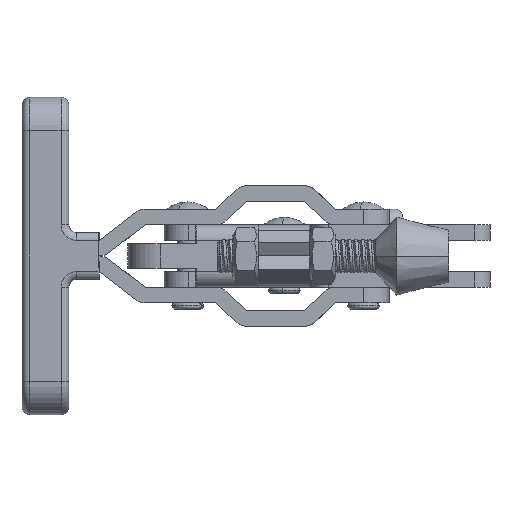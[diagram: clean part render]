
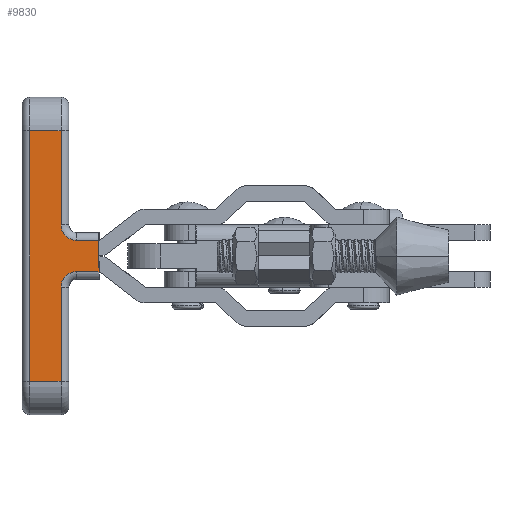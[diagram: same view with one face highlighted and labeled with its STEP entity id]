
A CAD part, left-side view. The second image highlights one B-rep face of the part: STEP entity #9830.
In plain terms, the highlighted face is planar.
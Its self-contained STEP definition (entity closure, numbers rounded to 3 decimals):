
#9163 = VERTEX_POINT ( 'NONE', #36522 ) ;
#9474 = ORIENTED_EDGE ( 'NONE', *, *, #20841, .T. ) ;
#9607 = ORIENTED_EDGE ( 'NONE', *, *, #12539, .F. ) ;
#9608 = EDGE_LOOP ( 'NONE', ( #9474, #9871, #9607, #12834, #12377, #11042, #12324, #11038, #12753, #11043 ) ) ;
#9830 = ADVANCED_FACE ( 'NONE', ( #36506 ), #36513, .F. ) ;
#9871 = ORIENTED_EDGE ( 'NONE', *, *, #10094, .T. ) ;
#10094 = EDGE_CURVE ( 'NONE', #29737, #9163, #36504, .T. ) ;
#11038 = ORIENTED_EDGE ( 'NONE', *, *, #20301, .T. ) ;
#11042 = ORIENTED_EDGE ( 'NONE', *, *, #11381, .T. ) ;
#11043 = ORIENTED_EDGE ( 'NONE', *, *, #11225, .T. ) ;
#11048 = EDGE_CURVE ( 'NONE', #11342, #12326, #36618, .T. ) ;
#11072 = VERTEX_POINT ( 'NONE', #36639 ) ;
#11225 = EDGE_CURVE ( 'NONE', #11373, #23110, #36629, .T. ) ;
#11342 = VERTEX_POINT ( 'NONE', #36649 ) ;
#11373 = VERTEX_POINT ( 'NONE', #36652 ) ;
#11381 = EDGE_CURVE ( 'NONE', #11342, #11699, #36644, .T. ) ;
#11696 = EDGE_CURVE ( 'NONE', #11373, #11702, #36651, .T. ) ;
#11699 = VERTEX_POINT ( 'NONE', #36675 ) ;
#11702 = VERTEX_POINT ( 'NONE', #36689 ) ;
#11703 = EDGE_CURVE ( 'NONE', #11699, #11072, #36688, .T. ) ;
#12324 = ORIENTED_EDGE ( 'NONE', *, *, #11703, .T. ) ;
#12326 = VERTEX_POINT ( 'NONE', #36710 ) ;
#12377 = ORIENTED_EDGE ( 'NONE', *, *, #11048, .F. ) ;
#12539 = EDGE_CURVE ( 'NONE', #15642, #9163, #36759, .T. ) ;
#12753 = ORIENTED_EDGE ( 'NONE', *, *, #11696, .F. ) ;
#12834 = ORIENTED_EDGE ( 'NONE', *, *, #20292, .T. ) ;
#15642 = VERTEX_POINT ( 'NONE', #36782 ) ;
#20292 = EDGE_CURVE ( 'NONE', #15642, #12326, #36912, .T. ) ;
#20301 = EDGE_CURVE ( 'NONE', #11072, #11702, #36969, .T. ) ;
#20841 = EDGE_CURVE ( 'NONE', #23110, #29737, #20950, .T. ) ;
#20941 = DIRECTION ( 'NONE',  ( -1., 0., 0. ) ) ;
#20942 = VECTOR ( 'NONE', #20941, 1000. ) ;
#20949 = CARTESIAN_POINT ( 'NONE',  ( 1712.823, -1.5, 487.231 ) ) ;
#20950 = LINE ( 'NONE', #20949, #20942 ) ;
#20984 = CARTESIAN_POINT ( 'NONE',  ( 1711.323, -1.5, 487.231 ) ) ;
#21568 = CARTESIAN_POINT ( 'NONE',  ( 1705.323, -1.5, 487.231 ) ) ;
#23110 = VERTEX_POINT ( 'NONE', #20984 ) ;
#29737 = VERTEX_POINT ( 'NONE', #21568 ) ;
#36502 = DIRECTION ( 'NONE',  ( 0., 0., 1. ) ) ;
#36504 = LINE ( 'NONE', #36554, #36547 ) ;
#36506 = FACE_OUTER_BOUND ( 'NONE', #9608, .T. ) ;
#36510 = CARTESIAN_POINT ( 'NONE',  ( 1712.823, -1.5, 487.231 ) ) ;
#36513 = PLANE ( 'NONE',  #36515 ) ;
#36515 = AXIS2_PLACEMENT_3D ( 'NONE', #36510, #36521, #36502 ) ;
#36521 = DIRECTION ( 'NONE',  ( 0., 1., 0. ) ) ;
#36522 = CARTESIAN_POINT ( 'NONE',  ( 1705.323, -1.5, 439.031 ) ) ;
#36546 = DIRECTION ( 'NONE',  ( 0., 0., -1. ) ) ;
#36547 = VECTOR ( 'NONE', #36546, 1000. ) ;
#36554 = CARTESIAN_POINT ( 'NONE',  ( 1705.323, -1.5, 439.031 ) ) ;
#36613 = DIRECTION ( 'NONE',  ( 0., 0., 1. ) ) ;
#36614 = DIRECTION ( 'NONE',  ( 0., -1., 0. ) ) ;
#36615 = CARTESIAN_POINT ( 'NONE',  ( 1714.323, -1.5, 457.131 ) ) ;
#36616 = AXIS2_PLACEMENT_3D ( 'NONE', #36615, #36614, #36613 ) ;
#36618 = CIRCLE ( 'NONE', #36616, 3. ) ;
#36627 = VECTOR ( 'NONE', #36662, 1000. ) ;
#36628 = CARTESIAN_POINT ( 'NONE',  ( 1711.323, -1.5, 487.231 ) ) ;
#36629 = LINE ( 'NONE', #36628, #36627 ) ;
#36639 = CARTESIAN_POINT ( 'NONE',  ( 1718.604, -1.5, 466.131 ) ) ;
#36644 = LINE ( 'NONE', #36692, #36691 ) ;
#36649 = CARTESIAN_POINT ( 'NONE',  ( 1714.323, -1.5, 460.131 ) ) ;
#36651 = CIRCLE ( 'NONE', #36686, 3. ) ;
#36652 = CARTESIAN_POINT ( 'NONE',  ( 1711.323, -1.5, 469.131 ) ) ;
#36662 = DIRECTION ( 'NONE',  ( 0., 0., 1. ) ) ;
#36667 = DIRECTION ( 'NONE',  ( -0.003, 0., 1. ) ) ;
#36668 = VECTOR ( 'NONE', #36667, 1000. ) ;
#36671 = DIRECTION ( 'NONE',  ( 0., 0., 1. ) ) ;
#36672 = DIRECTION ( 'NONE',  ( 0., -1., 0. ) ) ;
#36673 = CARTESIAN_POINT ( 'NONE',  ( 1714.323, -1.5, 469.131 ) ) ;
#36675 = CARTESIAN_POINT ( 'NONE',  ( 1718.623, -1.5, 460.131 ) ) ;
#36686 = AXIS2_PLACEMENT_3D ( 'NONE', #36673, #36672, #36671 ) ;
#36687 = CARTESIAN_POINT ( 'NONE',  ( 1718.793, -1.5, 407.689 ) ) ;
#36688 = LINE ( 'NONE', #36687, #36668 ) ;
#36689 = CARTESIAN_POINT ( 'NONE',  ( 1714.323, -1.5, 466.131 ) ) ;
#36690 = DIRECTION ( 'NONE',  ( 1., 0., 0. ) ) ;
#36691 = VECTOR ( 'NONE', #36690, 1000. ) ;
#36692 = CARTESIAN_POINT ( 'NONE',  ( 1718.623, -1.5, 460.131 ) ) ;
#36710 = CARTESIAN_POINT ( 'NONE',  ( 1711.323, -1.5, 457.131 ) ) ;
#36744 = DIRECTION ( 'NONE',  ( -1., 0., 0. ) ) ;
#36745 = VECTOR ( 'NONE', #36744, 1000. ) ;
#36746 = CARTESIAN_POINT ( 'NONE',  ( 1712.823, -1.5, 439.031 ) ) ;
#36759 = LINE ( 'NONE', #36746, #36745 ) ;
#36782 = CARTESIAN_POINT ( 'NONE',  ( 1711.323, -1.5, 439.031 ) ) ;
#36912 = LINE ( 'NONE', #36945, #36972 ) ;
#36916 = DIRECTION ( 'NONE',  ( -1., 0., 0. ) ) ;
#36944 = DIRECTION ( 'NONE',  ( 0., 0., 1. ) ) ;
#36945 = CARTESIAN_POINT ( 'NONE',  ( 1711.323, -1.5, 458.631 ) ) ;
#36968 = CARTESIAN_POINT ( 'NONE',  ( 1712.823, -1.5, 466.131 ) ) ;
#36969 = LINE ( 'NONE', #36968, #36971 ) ;
#36971 = VECTOR ( 'NONE', #36916, 1000. ) ;
#36972 = VECTOR ( 'NONE', #36944, 1000. ) ;
